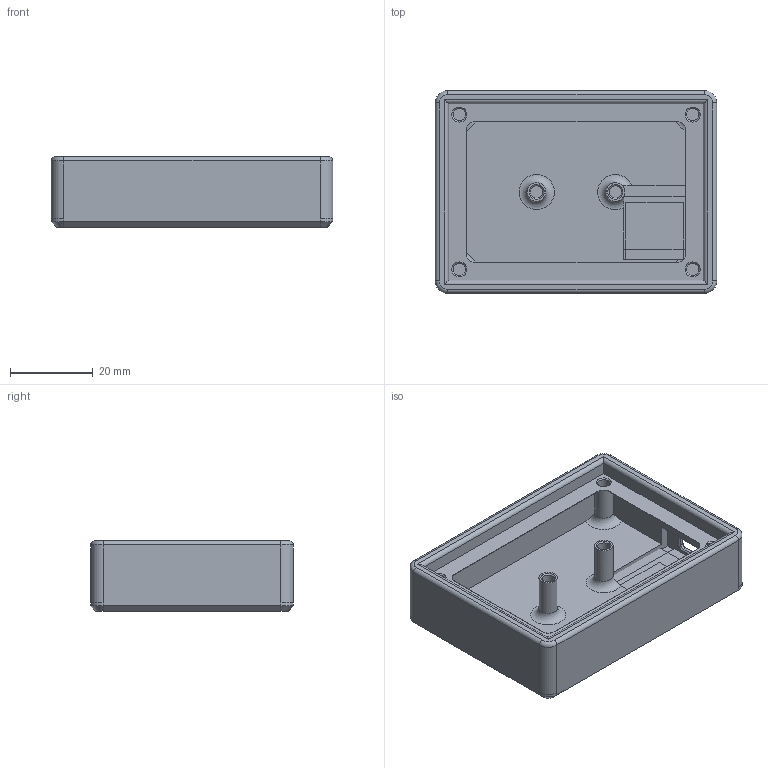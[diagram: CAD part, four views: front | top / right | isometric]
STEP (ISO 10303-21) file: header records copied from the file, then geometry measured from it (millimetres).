
FILE_DESCRIPTION(/* description */ (''),/* implementation_level */ '2;1');
FILE_NAME(/* name */ 'macropad.step',/* time_stamp */ '2024-06-02T00:21:52-04:00',/* author */ (''),/* organization */ (''),/* preprocessor_version */ 'ST-DEVELOPER v20',/* originating_system */ 'Autodesk Translation Framework v13.14.0.145',/* authorisation */ '');
FILE_SCHEMA (('AUTOMOTIVE_DESIGN { 1 0 10303 214 3 1 1 }'));
Length unit declared in the file: millimetre
Products named in the file (1): keeb v1
Bounding box: 68 x 49 x 17 mm (x, y, z)
Volume: 19751.9 mm3; surface area: 18964.5 mm2
Topology: 2 solids, 2 shells, 188 faces, 470 edges, 294 vertices
Faces by surface type: plane 100, cylinder 52, cone 26, torus 10
Full cylindrical faces by diameter (mm): 2.3 x6, 3 x6, 3.7 x6, 4.5 x6
Entity records: 5882 total; most frequent: CARTESIAN_POINT 1213, DIRECTION 980, ORIENTED_EDGE 940, EDGE_CURVE 470, AXIS2_PLACEMENT_3D 341, LINE 298, VECTOR 298, VERTEX_POINT 294
